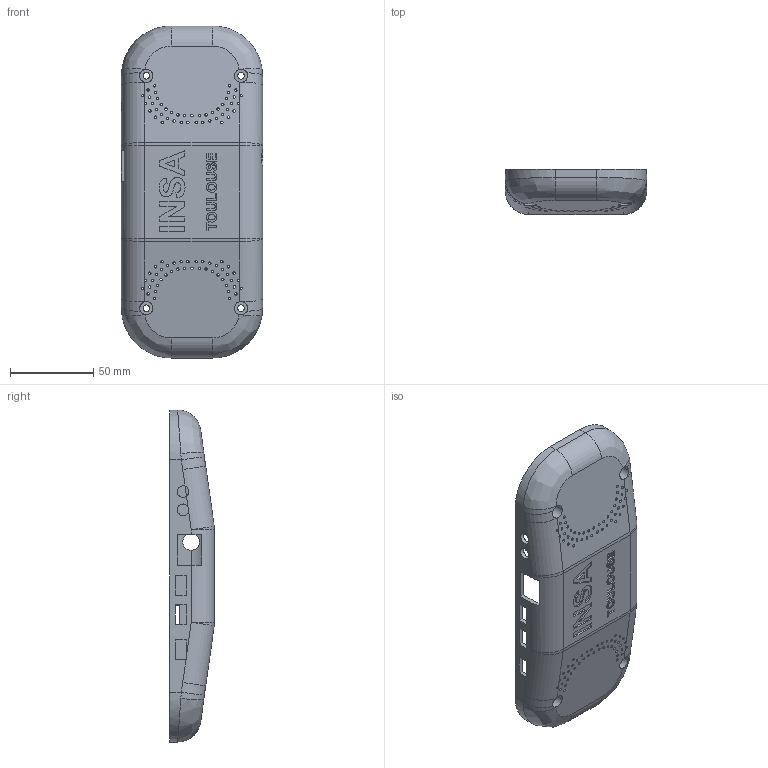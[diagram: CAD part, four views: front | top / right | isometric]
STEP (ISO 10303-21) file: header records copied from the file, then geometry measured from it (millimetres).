
FILE_DESCRIPTION(/* description */ (''),/* implementation_level */ '2;1');
FILE_NAME(/* name */ 'Partie basse-slim.stp',/* time_stamp */ '2019-09-05T16:36:25+02:00',/* author */ ('dimercur'),/* organization */ (''),/* preprocessor_version */ 'ST-DEVELOPER v17',/* originating_system */ 'Autodesk Inventor 2019',/* authorisation */ '');
FILE_SCHEMA (('AUTOMOTIVE_DESIGN { 1 0 10303 214 3 1 1 }'));
Length unit declared in the file: millimetre
Products named in the file (1): Partie basse-slim
Bounding box: 85 x 27 x 200 mm (x, y, z)
Volume: 59637.3 mm3; surface area: 51732.4 mm2
Topology: 1 solids, 1 shells, 348 faces, 1168 edges, 820 vertices
Faces by surface type: cylinder 137, plane 125, bspline 78, sphere 8
Full cylindrical faces by diameter (mm): 1.5 x90, 4 x4, 7 x2, 8 x4, 10 x1, 13 x4
Entity records: 15140 total; most frequent: CARTESIAN_POINT 4558, ORIENTED_EDGE 2336, DIRECTION 1988, EDGE_CURVE 1168, VERTEX_POINT 820, AXIS2_PLACEMENT_3D 737, EDGE_LOOP 550, LINE 514
